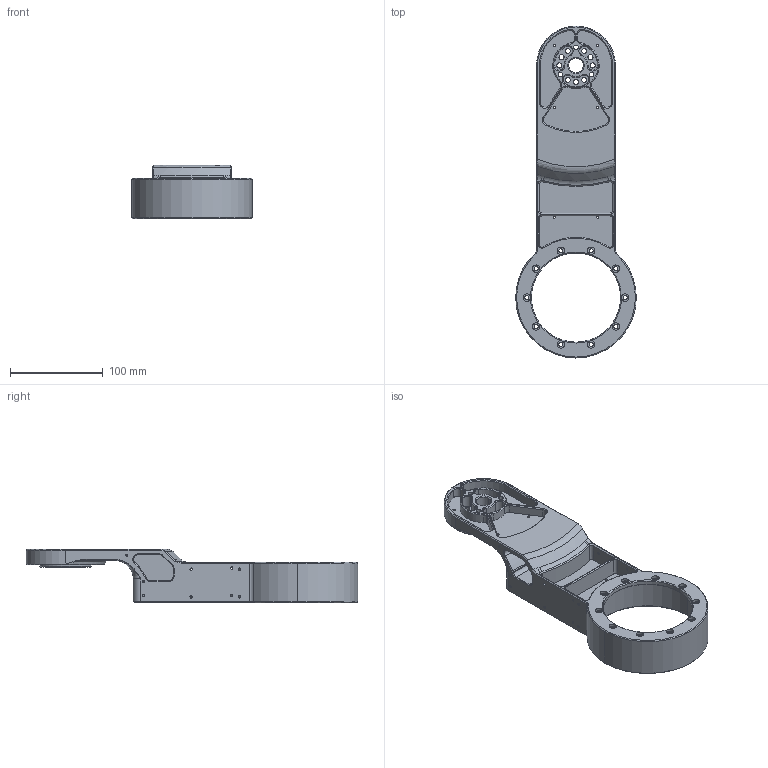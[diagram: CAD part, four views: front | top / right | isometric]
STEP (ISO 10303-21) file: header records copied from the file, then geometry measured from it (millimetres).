
FILE_DESCRIPTION (( 'STEP AP214' ), '1' );
FILE_NAME ('湮虯囀耜.STEP', '2025-07-04T05:01:00', ( 'wsy' ), ( '' ), 'SwSTEP 2.0', 'SolidWorks 2020', '' );
FILE_SCHEMA (( 'AUTOMOTIVE_DESIGN' ));
Length unit declared in the file: millimetre
Products named in the file (1): 湮虯囀耜
Bounding box: 130 x 357.5 x 57.7 mm (x, y, z)
Volume: 320145.3 mm3; surface area: 149021.2 mm2
Topology: 1 solids, 1 shells, 535 faces, 1335 edges, 803 vertices
Faces by surface type: cylinder 234, cone 139, plane 126, bspline 28, torus 8
Entity records: 19293 total; most frequent: CARTESIAN_POINT 5610, DIRECTION 2869, ORIENTED_EDGE 2630, EDGE_CURVE 1315, AXIS2_PLACEMENT_3D 1136, VERTEX_POINT 803, EDGE_LOOP 648, CIRCLE 628
